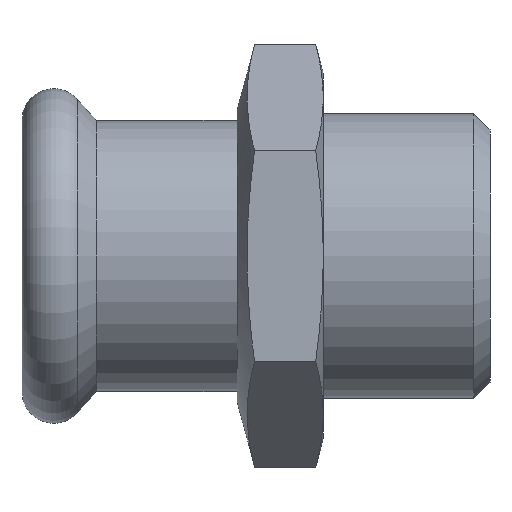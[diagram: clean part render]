
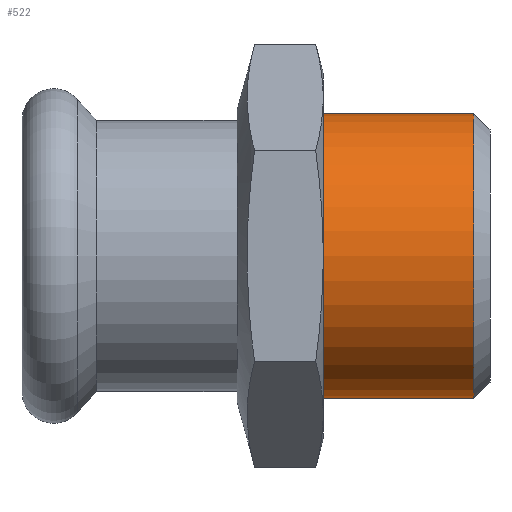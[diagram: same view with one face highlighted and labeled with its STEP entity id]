
A CAD part, front view. The second image highlights one B-rep face of the part: STEP entity #522.
In plain terms, the highlighted cylindrical face has radius 13.22 mm (diameter 26.44 mm), a full revolution.
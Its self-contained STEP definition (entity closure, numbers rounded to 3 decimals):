
#28=FACE_BOUND($,#147,.T.);
#73=CYLINDRICAL_SURFACE($,#581,13.22);
#102=FACE_OUTER_BOUND($,#146,.T.);
#146=EDGE_LOOP($,(#418));
#147=EDGE_LOOP($,(#419));
#212=CIRCLE($,#580,13.22);
#213=CIRCLE($,#582,13.22);
#256=VERTEX_POINT($,#898);
#257=VERTEX_POINT($,#901);
#315=EDGE_CURVE($,#256,#256,#212,.T.);
#316=EDGE_CURVE($,#257,#257,#213,.T.);
#418=ORIENTED_EDGE($,*,*,#316,.F.);
#419=ORIENTED_EDGE($,*,*,#315,.T.);
#522=ADVANCED_FACE($,(#102,#28),#73,.T.);
#580=AXIS2_PLACEMENT_3D($,#899,#707,#708);
#581=AXIS2_PLACEMENT_3D($,#900,#709,#710);
#582=AXIS2_PLACEMENT_3D($,#902,#711,#712);
#707=DIRECTION('center_axis',(-1.,0.,0.));
#708=DIRECTION('ref_axis',(0.,0.866,0.5));
#709=DIRECTION('center_axis',(-1.,0.,0.));
#710=DIRECTION('ref_axis',(0.,0.866,0.5));
#711=DIRECTION('center_axis',(-1.,0.,0.));
#712=DIRECTION('ref_axis',(0.,0.866,0.5));
#898=CARTESIAN_POINT('',(42.,11.449,-6.61));
#899=CARTESIAN_POINT('Origin',(42.,0.,0.));
#900=CARTESIAN_POINT('Origin',(35.,0.,0.));
#901=CARTESIAN_POINT('',(28.,11.449,-6.61));
#902=CARTESIAN_POINT('Origin',(28.,0.,0.));
